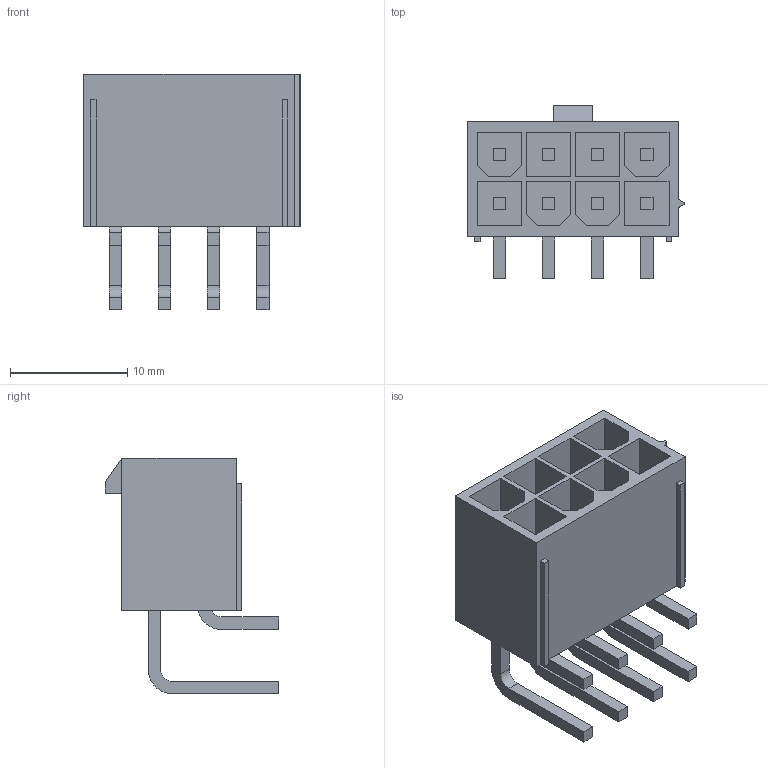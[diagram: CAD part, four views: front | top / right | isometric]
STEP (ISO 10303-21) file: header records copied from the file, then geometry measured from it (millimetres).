
FILE_DESCRIPTION(('STEP AP214'),'1');
FILE_NAME('11h7395_1586041-8.stp','2017-06-06T09:39:01',('TraceParts'),('TraceParts S.A.'),'Spatial InterOp 3D',' ',' ');
FILE_SCHEMA(('automotive_design'));
Length unit declared in the file: millimetre
Products named in the file (1): 11h7395_1586041-8
Bounding box: 18.5 x 14.8 x 20.14 mm (x, y, z)
Volume: 1424.8 mm3; surface area: 2839.1 mm2
Topology: 1 solids, 1 shells, 176 faces, 448 edges, 298 vertices
Faces by surface type: plane 158, cylinder 18
Entity records: 5247 total; most frequent: CARTESIAN_POINT 923, ORIENTED_EDGE 896, DIRECTION 838, EDGE_CURVE 448, LINE 412, VECTOR 412, VERTEX_POINT 298, AXIS2_PLACEMENT_3D 213
